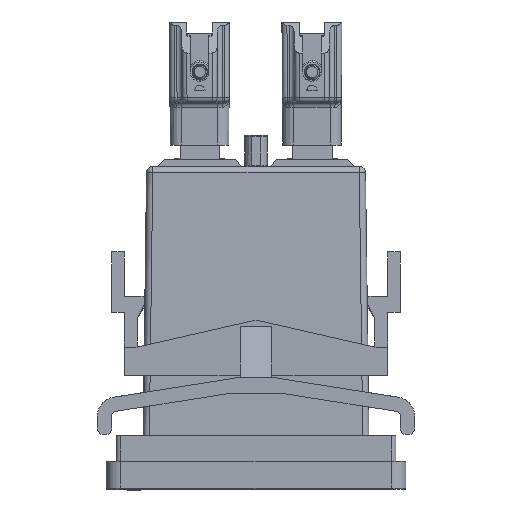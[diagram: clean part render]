
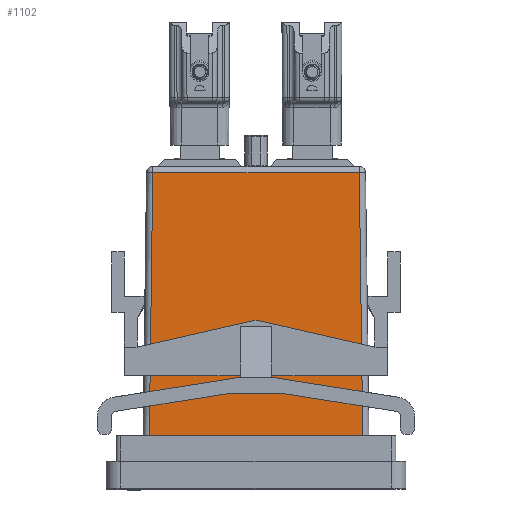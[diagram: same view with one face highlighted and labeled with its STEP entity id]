
A CAD part, front view. The second image highlights one B-rep face of the part: STEP entity #1102.
In plain terms, the highlighted planar face has unit normal (0, -1, 0.013).
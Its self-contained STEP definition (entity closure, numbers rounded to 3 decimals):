
#1102 = ADVANCED_FACE( '', ( #2871 ), #2872, .T. );
#2871 = FACE_OUTER_BOUND( '', #5467, .T. );
#2872 = PLANE( '', #5468 );
#5467 = EDGE_LOOP( '', ( #10346, #10347, #10348, #10349 ) );
#5468 = AXIS2_PLACEMENT_3D( '', #10350, #10351, #10352 );
#10346 = ORIENTED_EDGE( '', *, *, #18091, .F. );
#10347 = ORIENTED_EDGE( '', *, *, #18092, .T. );
#10348 = ORIENTED_EDGE( '', *, *, #18093, .T. );
#10349 = ORIENTED_EDGE( '', *, *, #18094, .T. );
#10350 = CARTESIAN_POINT( '', ( 0.003, -11.755, -22.65 ) );
#10351 = DIRECTION( '', ( 0., -1., 0.013 ) );
#10352 = DIRECTION( '', ( 0., -0.013, -1. ) );
#18091 = EDGE_CURVE( '', #21164, #21165, #21166, .T. );
#18092 = EDGE_CURVE( '', #21164, #21167, #21168, .F. );
#18093 = EDGE_CURVE( '', #21167, #21169, #21170, .T. );
#18094 = EDGE_CURVE( '', #21169, #21165, #21171, .T. );
#21164 = VERTEX_POINT( '', #25575 );
#21165 = VERTEX_POINT( '', #25576 );
#21166 = LINE( '', #25577, #25578 );
#21167 = VERTEX_POINT( '', #25579 );
#21168 = LINE( '', #25580, #25581 );
#21169 = VERTEX_POINT( '', #25582 );
#21170 = LINE( '', #25583, #25584 );
#21171 = LINE( '', #25585, #25586 );
#25575 = CARTESIAN_POINT( '', ( 17.153, -11.755, -22.65 ) );
#25576 = CARTESIAN_POINT( '', ( -17.147, -11.755, -22.65 ) );
#25577 = CARTESIAN_POINT( '', ( -20.317, -11.755, -22.65 ) );
#25578 = VECTOR( '', #33923, 1000. );
#25579 = CARTESIAN_POINT( '', ( 16.541, -11.142, 24.163 ) );
#25580 = CARTESIAN_POINT( '', ( 17.151, -11.752, -22.426 ) );
#25581 = VECTOR( '', #33924, 1000. );
#25582 = CARTESIAN_POINT( '', ( -16.534, -11.142, 24.163 ) );
#25583 = CARTESIAN_POINT( '', ( -17.521, -11.142, 24.163 ) );
#25584 = VECTOR( '', #33925, 1000. );
#25585 = CARTESIAN_POINT( '', ( -17.144, -11.752, -22.426 ) );
#25586 = VECTOR( '', #33926, 1000. );
#33923 = DIRECTION( '', ( -1., 0., 0. ) );
#33924 = DIRECTION( '', ( 0.013, -0.013, -1. ) );
#33925 = DIRECTION( '', ( -1., 0., 0. ) );
#33926 = DIRECTION( '', ( -0.013, -0.013, -1. ) );
